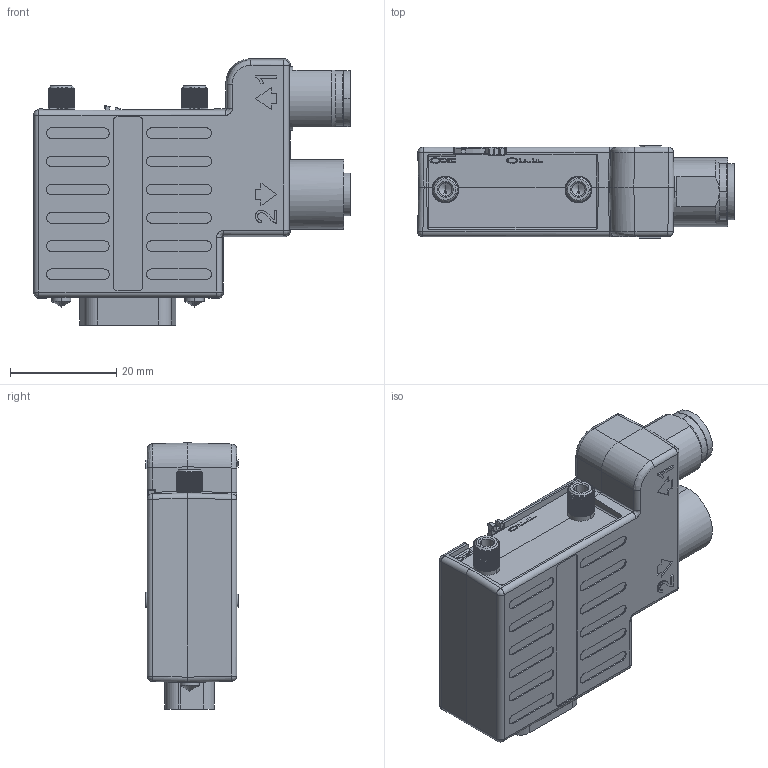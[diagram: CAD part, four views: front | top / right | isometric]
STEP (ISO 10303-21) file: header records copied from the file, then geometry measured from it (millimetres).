
FILE_DESCRIPTION(('CATIA V5 STEP Exchange','CAx-IF Rec.Pracs.--- Model Styling and Organization---1.4--- 2014-01-23'),'2;1');
FILE_NAME ('007314-2_0', '2020-11-23T15:55:29+00:00', ('none'), ('Weidmueller'), 'CATIA Version 5-6 Release 2016 SP3 HF44', 'CATIA V5 STEP AP214', 'none');
FILE_SCHEMA(('AUTOMOTIVE_DESIGN { 1 0 10303 214 1 1 1 1 }'));
Products named in the file (1): 1140650000
Bounding box: 59.52 x 17.4 x 50 mm (x, y, z)
Volume: 28866.1 mm3; surface area: 11787.2 mm2
Topology: 7 solids, 12 shells, 1808 faces, 5070 edges, 3359 vertices
Faces by surface type: plane 925, cylinder 422, bspline 129, cone 109, torus 108, extrusion 74, sphere 41
Entity records: 63511 total; most frequent: CARTESIAN_POINT 20489, ORIENTED_EDGE 10072, DIRECTION 6824, EDGE_CURVE 5024, VERTEX_POINT 3346, AXIS2_PLACEMENT_3D 2778, VECTOR 2474, LINE 2400
